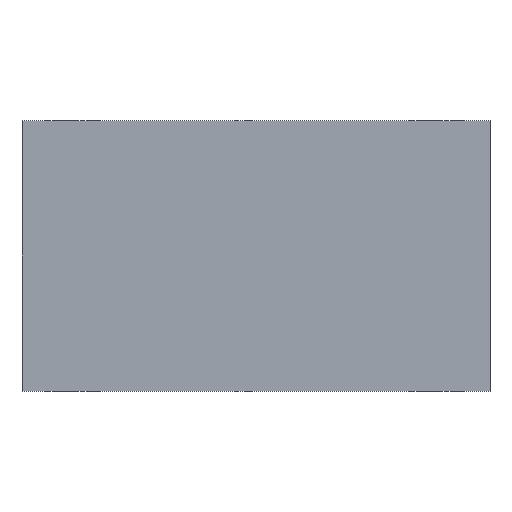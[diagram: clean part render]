
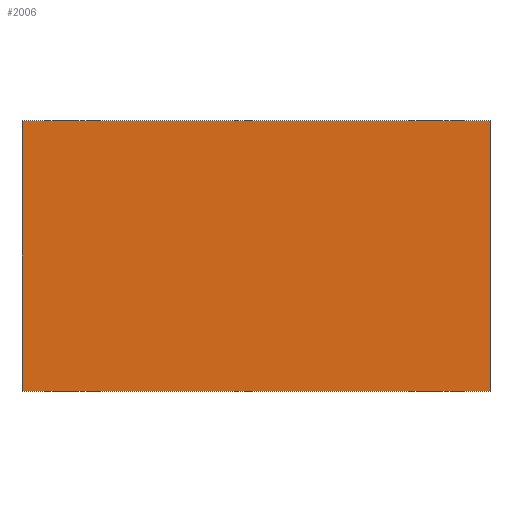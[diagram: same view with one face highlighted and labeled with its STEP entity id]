
A CAD part, front view. The second image highlights one B-rep face of the part: STEP entity #2006.
In plain terms, the highlighted planar face has unit normal (0, -1, 0).
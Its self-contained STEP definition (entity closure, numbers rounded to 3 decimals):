
#33=PLANE('',#2177);
#93=LINE('',#3233,#218);
#97=LINE('',#3248,#222);
#100=LINE('',#3259,#225);
#102=LINE('',#3268,#227);
#218=VECTOR('',#2423,1000.);
#222=VECTOR('',#2435,1000.);
#225=VECTOR('',#2446,1000.);
#227=VECTOR('',#2456,1000.);
#556=ORIENTED_EDGE('',*,*,#1118,.T.);
#557=ORIENTED_EDGE('',*,*,#1107,.F.);
#558=ORIENTED_EDGE('',*,*,#1113,.F.);
#559=ORIENTED_EDGE('',*,*,#1100,.T.);
#1100=EDGE_CURVE('',#1376,#1375,#93,.T.);
#1107=EDGE_CURVE('',#1382,#1383,#97,.T.);
#1113=EDGE_CURVE('',#1376,#1382,#100,.T.);
#1118=EDGE_CURVE('',#1375,#1383,#102,.T.);
#1375=VERTEX_POINT('',#3232);
#1376=VERTEX_POINT('',#3234);
#1382=VERTEX_POINT('',#3247);
#1383=VERTEX_POINT('',#3249);
#1613=EDGE_LOOP('',(#556,#557,#558,#559));
#1794=FACE_BOUND('',#1613,.T.);
#2006=ADVANCED_FACE('',(#1794),#33,.F.);
#2177=AXIS2_PLACEMENT_3D('',#3269,#2457,#2458);
#2423=DIRECTION('',(0.,0.,-1.));
#2435=DIRECTION('',(0.,0.,-1.));
#2446=DIRECTION('',(1.,0.,0.));
#2456=DIRECTION('',(1.,0.,0.));
#2457=DIRECTION('',(0.,1.,0.));
#2458=DIRECTION('',(0.,0.,1.));
#3232=CARTESIAN_POINT('',(-22.5,0.,-13.));
#3233=CARTESIAN_POINT('',(-22.5,0.,13.));
#3234=CARTESIAN_POINT('',(-22.5,0.,13.));
#3247=CARTESIAN_POINT('',(22.5,0.,13.));
#3248=CARTESIAN_POINT('',(22.5,0.,13.));
#3249=CARTESIAN_POINT('',(22.5,0.,-13.));
#3259=CARTESIAN_POINT('',(-22.5,0.,13.));
#3268=CARTESIAN_POINT('',(-22.5,0.,-13.));
#3269=CARTESIAN_POINT('',(-22.5,0.,13.));
